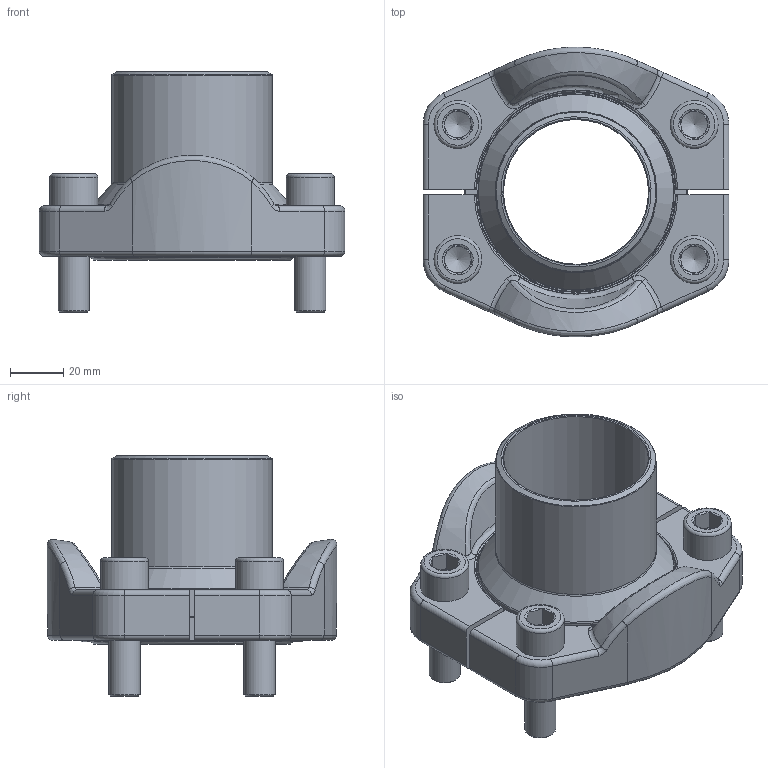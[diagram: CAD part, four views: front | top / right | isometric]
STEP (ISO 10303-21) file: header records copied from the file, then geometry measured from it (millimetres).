
FILE_DESCRIPTION(/* description */ (''),/* implementation_level */ '2;1');
FILE_NAME(/* name */ 'AFA64-309.stp',/* time_stamp */ '2025-01-09T11:59:10+01:00',/* author */ (''),/* organization */ (''),/* preprocessor_version */ 'ST-DEVELOPER v16',/* originating_system */ 'SIEMENS PLM Software NX 10.0',/* authorisation */ '');
FILE_SCHEMA (('AUTOMOTIVE_DESIGN { 1 0 10303 214 3 1 1 1 }'));
Length unit declared in the file: millimetre
Products named in the file (6): X-AFH64-3_einzel; X-M12x40I; X-O69; X-AFA64-3; X-AFH64-3; AFA64-3
Assembly tree (9 placements, depth 3):
  AFA64-3
    X-AFH64-3
      X-AFH64-3_einzel  x2
    X-AFA64-3
    X-O69
    X-M12x40I  x4
Bounding box: 115 x 108.99 x 90.4 mm (x, y, z)
Volume: 208728.9 mm3; surface area: 75843.4 mm2
Topology: 8 solids, 8 shells, 241 faces, 514 edges, 294 vertices
Faces by surface type: plane 83, cone 59, cylinder 45, torus 39, bspline 12, sphere 2, revolution 1
Full cylindrical faces by diameter (mm): 11.701 x4, 13 x4, 18 x4, 54.5 x1, 60.3 x1, 64 x1, 68.734 x1, 74 x1, 76.5 x1, 84.1 x1
Entity records: 3085 total; most frequent: CARTESIAN_POINT 831, DIRECTION 479, ORIENTED_EDGE 366, AXIS2_PLACEMENT_3D 213, EDGE_CURVE 183, EDGE_LOOP 146, VERTEX_POINT 125, CIRCLE 105
